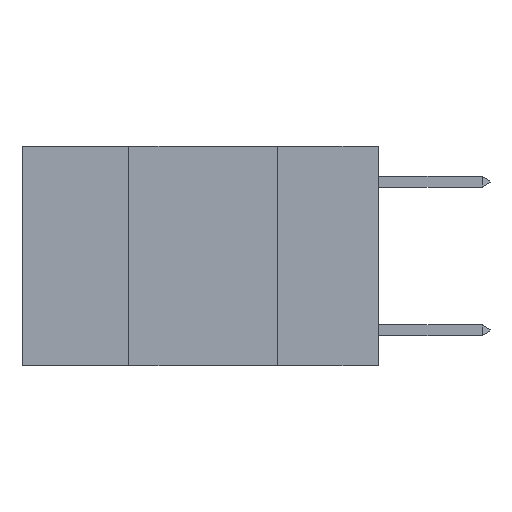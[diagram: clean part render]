
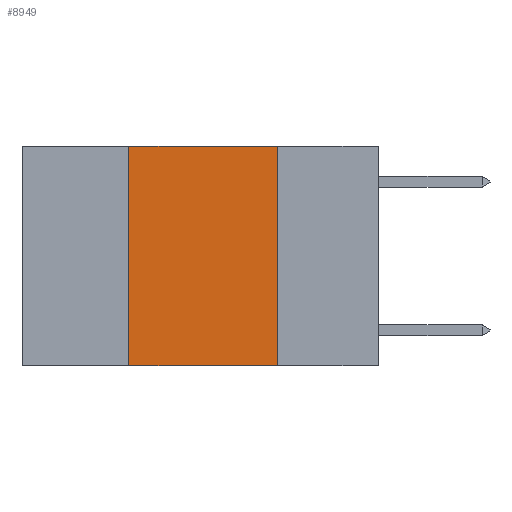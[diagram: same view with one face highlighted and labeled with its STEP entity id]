
A CAD part, left-side view. The second image highlights one B-rep face of the part: STEP entity #8949.
In plain terms, the highlighted planar face has unit normal (-1, 0, 0).
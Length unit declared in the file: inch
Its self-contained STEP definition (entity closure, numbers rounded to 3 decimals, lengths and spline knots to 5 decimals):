
#1249 = CARTESIAN_POINT ( 'NONE',  ( 0., 0.17, 0. ) ) ;
#2385 = CARTESIAN_POINT ( 'NONE',  ( 0., 0.6, 0. ) ) ;
#3368 = DIRECTION ( 'NONE',  ( 0., -1., 0. ) ) ;
#3439 = CARTESIAN_POINT ( 'NONE',  ( 0., 0.6, 0. ) ) ;
#3899 = VERTEX_POINT ( 'NONE', #10750 ) ;
#4027 = ORIENTED_EDGE ( 'NONE', *, *, #10226, .F. ) ;
#4180 = VECTOR ( 'NONE', #10822, 39.37008 ) ;
#4689 = CARTESIAN_POINT ( 'NONE',  ( 0., 0.17, 0. ) ) ;
#4786 = EDGE_LOOP ( 'NONE', ( #12653, #4027, #10029, #12182 ) ) ;
#4885 = CARTESIAN_POINT ( 'NONE',  ( 0., 0.17, -0.37 ) ) ;
#5437 = DIRECTION ( 'NONE',  ( 1., 0., 0. ) ) ;
#6071 = AXIS2_PLACEMENT_3D ( 'NONE', #3439, #5437, #6232 ) ;
#6232 = DIRECTION ( 'NONE',  ( 0., 0., -1. ) ) ;
#6376 = EDGE_CURVE ( 'NONE', #3899, #12571, #10760, .T. ) ;
#6917 = EDGE_CURVE ( 'NONE', #3899, #12973, #10997, .T. ) ;
#7174 = VECTOR ( 'NONE', #8671, 39.37008 ) ;
#7269 = EDGE_CURVE ( 'NONE', #9846, #12571, #10794, .T. ) ;
#7783 = VECTOR ( 'NONE', #12997, 39.37008 ) ;
#7977 = CARTESIAN_POINT ( 'NONE',  ( 0., 0.42, 0. ) ) ;
#8449 = PLANE ( 'NONE',  #6071 ) ;
#8671 = DIRECTION ( 'NONE',  ( 0., 0., -1. ) ) ;
#8949 = ADVANCED_FACE ( 'NONE', ( #10367 ), #8449, .F. ) ;
#9846 = VERTEX_POINT ( 'NONE', #1249 ) ;
#10029 = ORIENTED_EDGE ( 'NONE', *, *, #6917, .F. ) ;
#10226 = EDGE_CURVE ( 'NONE', #12973, #9846, #12581, .T. ) ;
#10315 = VECTOR ( 'NONE', #3368, 39.37008 ) ;
#10367 = FACE_OUTER_BOUND ( 'NONE', #4786, .T. ) ;
#10750 = CARTESIAN_POINT ( 'NONE',  ( 0., 0.42, -0.37 ) ) ;
#10760 = LINE ( 'NONE', #11842, #4180 ) ;
#10794 = LINE ( 'NONE', #4689, #7174 ) ;
#10822 = DIRECTION ( 'NONE',  ( 0., -1., 0. ) ) ;
#10997 = LINE ( 'NONE', #7977, #7783 ) ;
#11168 = CARTESIAN_POINT ( 'NONE',  ( 0., 0.42, 0. ) ) ;
#11842 = CARTESIAN_POINT ( 'NONE',  ( 0., 0.6, -0.37 ) ) ;
#12182 = ORIENTED_EDGE ( 'NONE', *, *, #6376, .T. ) ;
#12571 = VERTEX_POINT ( 'NONE', #4885 ) ;
#12581 = LINE ( 'NONE', #2385, #10315 ) ;
#12653 = ORIENTED_EDGE ( 'NONE', *, *, #7269, .F. ) ;
#12973 = VERTEX_POINT ( 'NONE', #11168 ) ;
#12997 = DIRECTION ( 'NONE',  ( 0., 0., 1. ) ) ;
